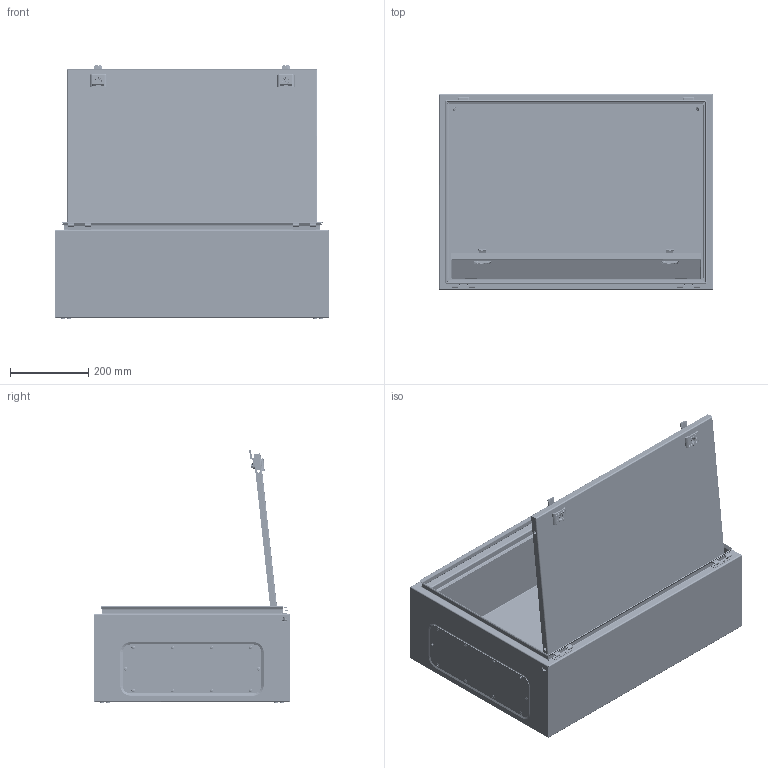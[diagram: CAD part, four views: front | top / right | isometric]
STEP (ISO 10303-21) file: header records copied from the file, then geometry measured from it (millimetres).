
FILE_DESCRIPTION (( 'STEP AP203' ), '1' );
FILE_NAME ('R5IE75.step', '2011-10-28T12:33:04', ( 'User' ), ( 'DKC' ), 'SwSTEP 2.0', 'SolidWorks 2011', '' );
FILE_SCHEMA (( 'CONFIG_CONTROL_DESIGN' ));
Products named in the file (36): R5IE75; Screw M6x12_DIN 6921 - M6 x 12 x 12-S; Dado gabbia 11x11 M6; dado quadrato 11x11 M6_Default; gabbia M6_Default; MOLLA AC00C344_AC00C344; Handle for sectional internal door; AC00C348; Hex Flange Bolt M6x10_ISO 4162 - M6 x 12 x 12-S; Linguetta per porte interne AC00C537 accord to example; Inserto a doppio pettine AC00C343_AC00C343; BASETTA ESTERNA PER BOX AC00C503_AC00C503; Capscrew with recessed hexahedron M6 x 10_ISO 4762 M6 x 10 --- 10S; Montante sinistro porta interna cassa CE_700; Ïåòëÿ âíóòðåííåé äâåðè1; axis_Default; ïåòëÿ öåíòð; ïåòëÿ; Traversino porta interna cassa CE_500; Montante destro porta interna cassa CE_700; Porta interna cassa CE 11111_700x500; Frames CE assemble 11111_700x500x250 R5CE0759 ; end-cap; land; Tapping screw 4.8x9.5 AC00C352_AC00C352; End-cup AC00C383_Default; Tapping screw 4.2x16_Tapping screw 4.2x16; Blocchetto fissaggio cerniera AC00C354_AC00C354; CERNIERA AC00C399_Default; Flange nut M6_ISO 7044-M6-S; Perno M6 AC00C145_1; Sealant AC00C355; End-cup AC00C317_Default; Flanges CE_327x97; Sealants of flange_327x97; Frames CE 11111_700x500x250
Assembly tree (87 placements, depth 3):
  R5IE75
    MOLLA AC00C344_AC00C344  x2
    Screw M6x12_DIN 6921 - M6 x 12 x 12-S  x4
    Traversino porta interna cassa CE_500  x2
    Flange nut M6_ISO 7044-M6-S  x4
    Montante sinistro porta interna cassa CE_700
    Dado gabbia 11x11 M6  x4
      dado quadrato 11x11 M6_Default
      gabbia M6_Default
    land  x2
    Capscrew with recessed hexahedron M6 x 10_ISO 4762 M6 x 10 --- 10S  x2
    end-cap  x2
    Montante destro porta interna cassa CE_700
    Handle for sectional internal door  x2
      AC00C348
      BASETTA ESTERNA PER BOX AC00C503_AC00C503
      Linguetta per porte interne AC00C537 accord to example
      Inserto a doppio pettine AC00C343_AC00C343
      Hex Flange Bolt M6x10_ISO 4162 - M6 x 12 x 12-S
    Ïåòëÿ âíóòðåííåé äâåðè1  x2
      ïåòëÿ öåíòð
      axis_Default
      ïåòëÿ
    Frames CE assemble 11111_700x500x250 R5CE0759 
      End-cup AC00C383_Default  x2
      Tapping screw 4.2x16_Tapping screw 4.2x16  x4
      Flange nut M6_ISO 7044-M6-S  x4
      Perno M6 AC00C145_1  x4
      end-cap  x2
      Tapping screw 4.8x9.5 AC00C352_AC00C352  x12
      Blocchetto fissaggio cerniera AC00C354_AC00C354  x2
      End-cup AC00C317_Default  x4
      Sealant AC00C355  x4
      land  x4
      Sealants of flange_327x97
      CERNIERA AC00C399_Default  x2
      Flanges CE_327x97
      Frames CE 11111_700x500x250
    Porta interna cassa CE 11111_700x500
Bounding box: 700.13 x 500 x 646.93 mm (x, y, z)
Volume: 2306328.2 mm3; surface area: 3074090.6 mm2
Topology: 98 solids, 98 shells, 7836 faces, 20086 edges, 12554 vertices
Faces by surface type: bspline 2154, plane 2032, cylinder 1928, cone 1538, torus 152, sphere 32
Entity records: 155452 total; most frequent: CARTESIAN_POINT 94163, ORIENTED_EDGE 12492, DIRECTION 10624, EDGE_CURVE 6246, VERTEX_POINT 3898, AXIS2_PLACEMENT_3D 3828, LINE 2968, VECTOR 2968
